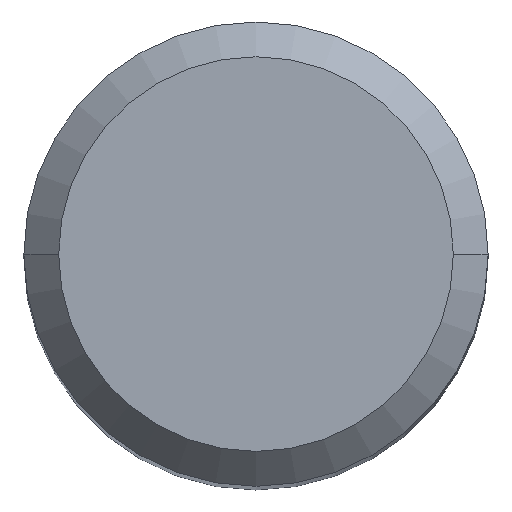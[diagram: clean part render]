
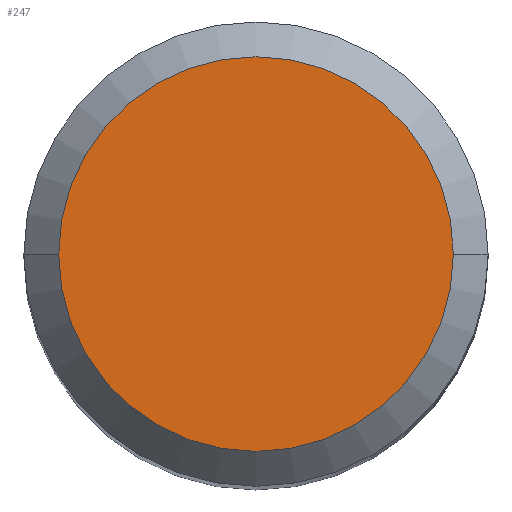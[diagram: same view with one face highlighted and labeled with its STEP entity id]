
A CAD part, top view. The second image highlights one B-rep face of the part: STEP entity #247.
In plain terms, the highlighted planar face has unit normal (0, 0, 1).
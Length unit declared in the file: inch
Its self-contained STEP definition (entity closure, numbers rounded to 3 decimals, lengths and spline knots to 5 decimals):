
#15 = EDGE_CURVE ( 'NONE', #452, #218, #142, .T. ) ;
#22 = ORIENTED_EDGE ( 'NONE', *, *, #183, .T. ) ;
#63 = CARTESIAN_POINT ( 'NONE',  ( -0.13281, 0., 0. ) ) ;
#103 = AXIS2_PLACEMENT_3D ( 'NONE', #133, #324, #206 ) ;
#133 = CARTESIAN_POINT ( 'NONE',  ( 0., 0., 0. ) ) ;
#142 = CIRCLE ( 'NONE', #103, 0.13281 ) ;
#165 = DIRECTION ( 'NONE',  ( 1., 0., 0. ) ) ;
#171 = DIRECTION ( 'NONE',  ( -1., 0., 0. ) ) ;
#183 = EDGE_CURVE ( 'NONE', #218, #452, #201, .T. ) ;
#201 = CIRCLE ( 'NONE', #274, 0.13281 ) ;
#206 = DIRECTION ( 'NONE',  ( 1., 0., 0. ) ) ;
#214 = PLANE ( 'NONE',  #388 ) ;
#218 = VERTEX_POINT ( 'NONE', #469 ) ;
#247 = ADVANCED_FACE ( 'NONE', ( #256 ), #214, .F. ) ;
#256 = FACE_OUTER_BOUND ( 'NONE', #370, .T. ) ;
#274 = AXIS2_PLACEMENT_3D ( 'NONE', #277, #430, #165 ) ;
#277 = CARTESIAN_POINT ( 'NONE',  ( 0., 0., 0. ) ) ;
#324 = DIRECTION ( 'NONE',  ( 0., 0., 1. ) ) ;
#361 = DIRECTION ( 'NONE',  ( 0., 0., -1. ) ) ;
#369 = CARTESIAN_POINT ( 'NONE',  ( 0., 0., 0. ) ) ;
#370 = EDGE_LOOP ( 'NONE', ( #377, #22 ) ) ;
#377 = ORIENTED_EDGE ( 'NONE', *, *, #15, .T. ) ;
#388 = AXIS2_PLACEMENT_3D ( 'NONE', #369, #361, #171 ) ;
#430 = DIRECTION ( 'NONE',  ( 0., 0., 1. ) ) ;
#452 = VERTEX_POINT ( 'NONE', #63 ) ;
#469 = CARTESIAN_POINT ( 'NONE',  ( 0.13281, 0., 0. ) ) ;
